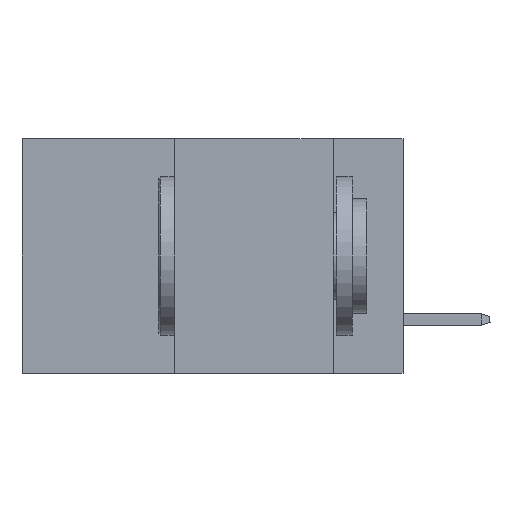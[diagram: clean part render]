
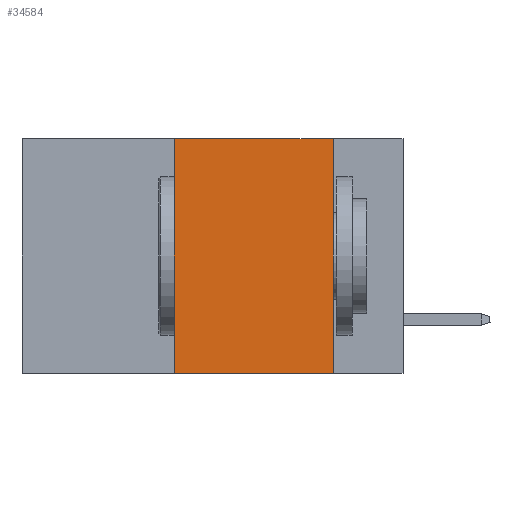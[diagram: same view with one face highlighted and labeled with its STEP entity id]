
A CAD part, left-side view. The second image highlights one B-rep face of the part: STEP entity #34584.
In plain terms, the highlighted planar face has unit normal (-1, 0, 0).
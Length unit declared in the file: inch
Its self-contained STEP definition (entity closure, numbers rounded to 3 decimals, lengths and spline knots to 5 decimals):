
#456 = CARTESIAN_POINT ( 'NONE',  ( 0., 0.6, 0. ) ) ;
#587 = LINE ( 'NONE', #15386, #10933 ) ;
#1561 = AXIS2_PLACEMENT_3D ( 'NONE', #31408, #23113, #22363 ) ;
#2064 = VERTEX_POINT ( 'NONE', #4026 ) ;
#2205 = VERTEX_POINT ( 'NONE', #22873 ) ;
#2646 = ORIENTED_EDGE ( 'NONE', *, *, #9713, .F. ) ;
#4026 = CARTESIAN_POINT ( 'NONE',  ( 0., 0.36, -0.37 ) ) ;
#4081 = LINE ( 'NONE', #21607, #11323 ) ;
#5028 = PLANE ( 'NONE',  #1561 ) ;
#5472 = EDGE_CURVE ( 'NONE', #31892, #24010, #32605, .T. ) ;
#8251 = ORIENTED_EDGE ( 'NONE', *, *, #22339, .F. ) ;
#9713 = EDGE_CURVE ( 'NONE', #24010, #2205, #587, .T. ) ;
#10631 = ORIENTED_EDGE ( 'NONE', *, *, #5472, .F. ) ;
#10933 = VECTOR ( 'NONE', #27146, 39.37008 ) ;
#11323 = VECTOR ( 'NONE', #16188, 39.37008 ) ;
#15386 = CARTESIAN_POINT ( 'NONE',  ( 0., 0.11, 0. ) ) ;
#16188 = DIRECTION ( 'NONE',  ( 0., -1., 0. ) ) ;
#17327 = FACE_OUTER_BOUND ( 'NONE', #26781, .T. ) ;
#17972 = CARTESIAN_POINT ( 'NONE',  ( 0., 0.11, 0. ) ) ;
#18230 = DIRECTION ( 'NONE',  ( 0., 0., 1. ) ) ;
#20162 = LINE ( 'NONE', #21119, #21587 ) ;
#21119 = CARTESIAN_POINT ( 'NONE',  ( 0., 0.36, 0. ) ) ;
#21587 = VECTOR ( 'NONE', #18230, 39.37008 ) ;
#21607 = CARTESIAN_POINT ( 'NONE',  ( 0., 0.6, -0.37 ) ) ;
#22339 = EDGE_CURVE ( 'NONE', #2064, #31892, #20162, .T. ) ;
#22363 = DIRECTION ( 'NONE',  ( 0., 0., -1. ) ) ;
#22873 = CARTESIAN_POINT ( 'NONE',  ( 0., 0.11, -0.37 ) ) ;
#23113 = DIRECTION ( 'NONE',  ( 1., 0., 0. ) ) ;
#24010 = VERTEX_POINT ( 'NONE', #17972 ) ;
#24137 = DIRECTION ( 'NONE',  ( 0., -1., 0. ) ) ;
#26781 = EDGE_LOOP ( 'NONE', ( #2646, #10631, #8251, #31566 ) ) ;
#27146 = DIRECTION ( 'NONE',  ( 0., 0., -1. ) ) ;
#31408 = CARTESIAN_POINT ( 'NONE',  ( 0., 0.6, 0. ) ) ;
#31566 = ORIENTED_EDGE ( 'NONE', *, *, #34459, .T. ) ;
#31892 = VERTEX_POINT ( 'NONE', #33490 ) ;
#32605 = LINE ( 'NONE', #456, #33678 ) ;
#33490 = CARTESIAN_POINT ( 'NONE',  ( 0., 0.36, 0. ) ) ;
#33678 = VECTOR ( 'NONE', #24137, 39.37008 ) ;
#34459 = EDGE_CURVE ( 'NONE', #2064, #2205, #4081, .T. ) ;
#34584 = ADVANCED_FACE ( 'NONE', ( #17327 ), #5028, .F. ) ;
